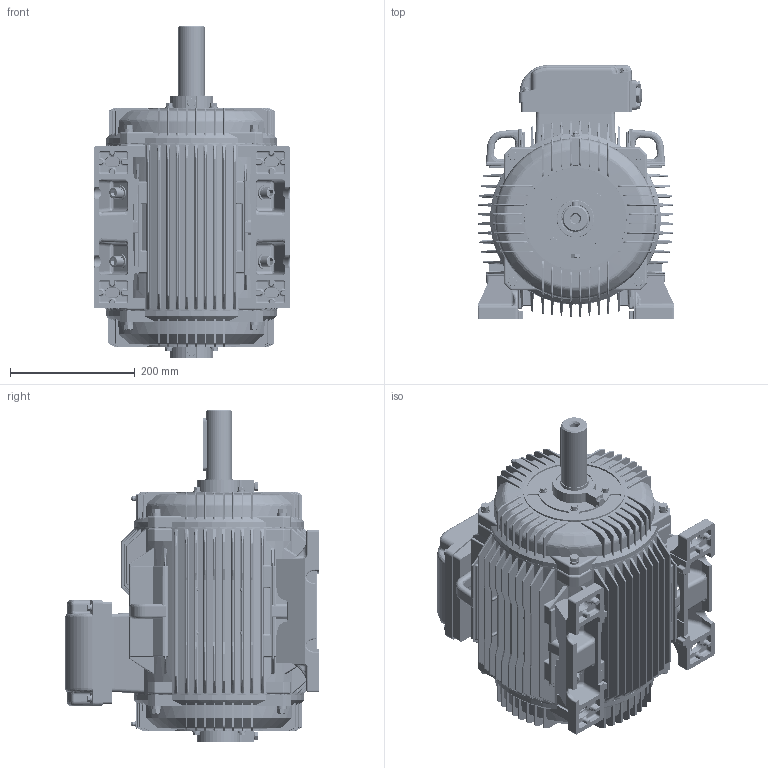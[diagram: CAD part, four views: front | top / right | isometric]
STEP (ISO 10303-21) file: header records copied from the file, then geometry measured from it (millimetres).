
FILE_DESCRIPTION (( 'STEP AP203' ), '1' );
FILE_NAME ('WT160M-4-B3-2.STEP', '2014-11-21T08:01:06', ( 'Sky123.Org' ), ( 'Sky123.Org' ), 'SwSTEP 2.0', 'SolidWorks 2012', '' );
FILE_SCHEMA (( 'CONFIG_CONTROL_DESIGN' ));
Products named in the file (1): WT160M-4-B3-2
Bounding box: 315.67 x 407 x 533 mm (x, y, z)
Volume: 27133273.9 mm3; surface area: 1770322.8 mm2
Topology: 102 solids, 127 shells, 6914 faces, 17122 edges, 10473 vertices
Faces by surface type: cylinder 2479, bspline 2006, plane 1690, cone 665, torus 42, sphere 32
Entity records: 279833 total; most frequent: CARTESIAN_POINT 135465, ORIENTED_EDGE 33968, DIRECTION 25504, EDGE_CURVE 16984, VERTEX_POINT 10473, AXIS2_PLACEMENT_3D 9865, EDGE_LOOP 7223, FACE_OUTER_BOUND 6914
